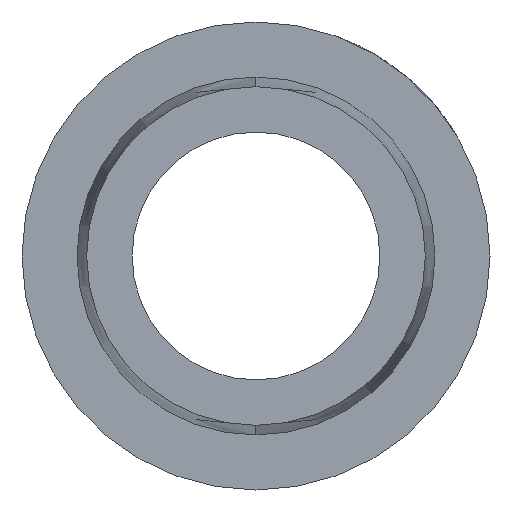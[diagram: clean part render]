
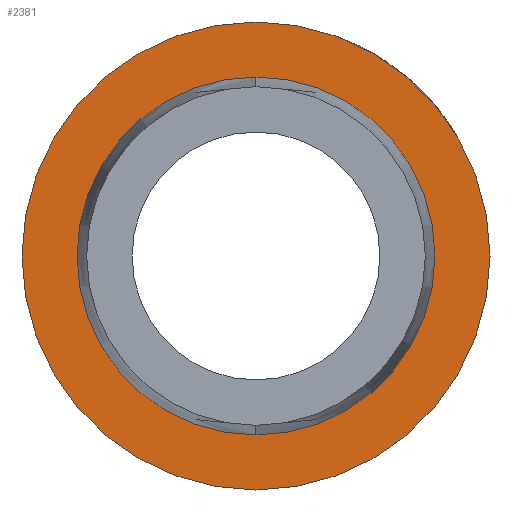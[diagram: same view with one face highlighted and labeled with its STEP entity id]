
A CAD part, left-side view. The second image highlights one B-rep face of the part: STEP entity #2381.
In plain terms, the highlighted planar face has unit normal (-1, 0, 0).
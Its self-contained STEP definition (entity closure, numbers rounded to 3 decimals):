
#23 = CARTESIAN_POINT ( 'NONE',  ( 15., 0., 8.5 ) ) ;
#100 = DIRECTION ( 'NONE',  ( -1., 0., 0. ) ) ;
#333 = ORIENTED_EDGE ( 'NONE', *, *, #2578, .T. ) ;
#372 = DIRECTION ( 'NONE',  ( 1., 0., 0. ) ) ;
#480 = CIRCLE ( 'NONE', #2507, 6.5 ) ;
#712 = DIRECTION ( 'NONE',  ( -1., 0., 0. ) ) ;
#763 = DIRECTION ( 'NONE',  ( 0., 0., 1. ) ) ;
#848 = DIRECTION ( 'NONE',  ( 0., 0., 1. ) ) ;
#1141 = FACE_OUTER_BOUND ( 'NONE', #2403, .T. ) ;
#1244 = AXIS2_PLACEMENT_3D ( 'NONE', #1958, #712, #763 ) ;
#1492 = VERTEX_POINT ( 'NONE', #1638 ) ;
#1522 = VERTEX_POINT ( 'NONE', #23 ) ;
#1638 = CARTESIAN_POINT ( 'NONE',  ( 15., 0., 6.5 ) ) ;
#1660 = CIRCLE ( 'NONE', #1244, 8.5 ) ;
#1829 = AXIS2_PLACEMENT_3D ( 'NONE', #3995, #372, #3725 ) ;
#1848 = CIRCLE ( 'NONE', #2352, 6.5 ) ;
#1854 = ORIENTED_EDGE ( 'NONE', *, *, #5130, .F. ) ;
#1917 = ORIENTED_EDGE ( 'NONE', *, *, #3872, .F. ) ;
#1958 = CARTESIAN_POINT ( 'NONE',  ( 15., 0., 0. ) ) ;
#2352 = AXIS2_PLACEMENT_3D ( 'NONE', #4124, #4865, #4465 ) ;
#2381 = ADVANCED_FACE ( 'NONE', ( #3946, #1141 ), #5184, .F. ) ;
#2403 = EDGE_LOOP ( 'NONE', ( #333, #4725 ) ) ;
#2507 = AXIS2_PLACEMENT_3D ( 'NONE', #2811, #4468, #848 ) ;
#2578 = EDGE_CURVE ( 'NONE', #1522, #4241, #1660, .T. ) ;
#2811 = CARTESIAN_POINT ( 'NONE',  ( 15., 0., 0. ) ) ;
#3292 = CARTESIAN_POINT ( 'NONE',  ( 15., 0., -6.5 ) ) ;
#3434 = AXIS2_PLACEMENT_3D ( 'NONE', #4086, #100, #4789 ) ;
#3725 = DIRECTION ( 'NONE',  ( 0., 0., -1. ) ) ;
#3872 = EDGE_CURVE ( 'NONE', #1492, #4806, #480, .T. ) ;
#3946 = FACE_BOUND ( 'NONE', #4989, .T. ) ;
#3995 = CARTESIAN_POINT ( 'NONE',  ( 15., 6.5, 0. ) ) ;
#4086 = CARTESIAN_POINT ( 'NONE',  ( 15., 0., 0. ) ) ;
#4124 = CARTESIAN_POINT ( 'NONE',  ( 15., 0., 0. ) ) ;
#4151 = EDGE_CURVE ( 'NONE', #4241, #1522, #4873, .T. ) ;
#4241 = VERTEX_POINT ( 'NONE', #4695 ) ;
#4465 = DIRECTION ( 'NONE',  ( 0., 0., 1. ) ) ;
#4468 = DIRECTION ( 'NONE',  ( -1., 0., 0. ) ) ;
#4695 = CARTESIAN_POINT ( 'NONE',  ( 15., 0., -8.5 ) ) ;
#4725 = ORIENTED_EDGE ( 'NONE', *, *, #4151, .T. ) ;
#4789 = DIRECTION ( 'NONE',  ( 0., 0., 1. ) ) ;
#4806 = VERTEX_POINT ( 'NONE', #3292 ) ;
#4865 = DIRECTION ( 'NONE',  ( -1., 0., 0. ) ) ;
#4873 = CIRCLE ( 'NONE', #3434, 8.5 ) ;
#4989 = EDGE_LOOP ( 'NONE', ( #1917, #1854 ) ) ;
#5130 = EDGE_CURVE ( 'NONE', #4806, #1492, #1848, .T. ) ;
#5184 = PLANE ( 'NONE',  #1829 ) ;
